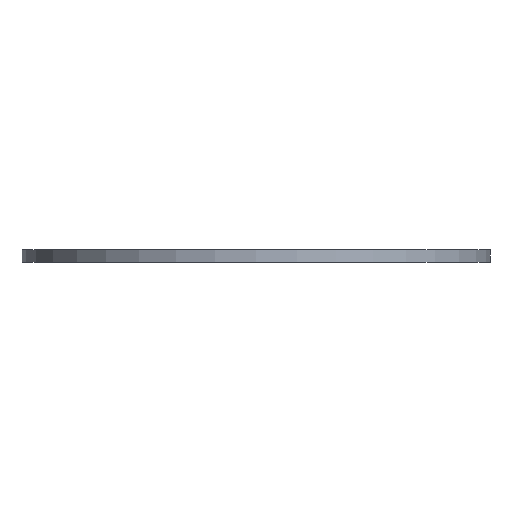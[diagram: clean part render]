
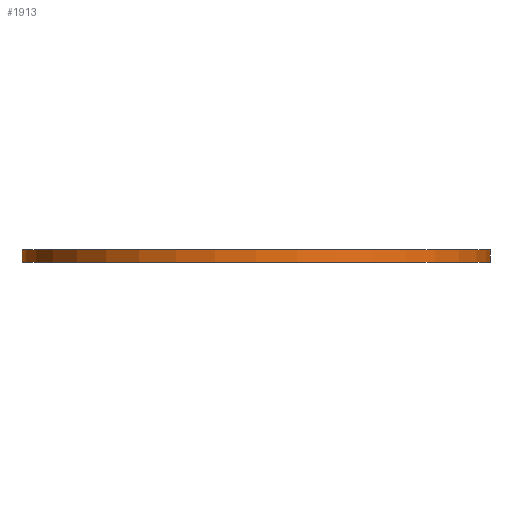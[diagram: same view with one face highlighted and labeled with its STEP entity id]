
A CAD part, left-side view. The second image highlights one B-rep face of the part: STEP entity #1913.
In plain terms, the highlighted cylindrical face has radius 30.226 mm (diameter 60.452 mm), a partial arc.
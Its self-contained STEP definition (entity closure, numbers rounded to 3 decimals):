
#81 = EDGE_CURVE('',#82,#84,#86,.T.);
#82 = VERTEX_POINT('',#83);
#83 = CARTESIAN_POINT('',(86.378,-56.203,0.));
#84 = VERTEX_POINT('',#85);
#85 = CARTESIAN_POINT('',(86.378,-56.203,1.6));
#86 = LINE('',#87,#88);
#87 = CARTESIAN_POINT('',(86.378,-56.203,0.));
#88 = VECTOR('',#89,1.);
#89 = DIRECTION('',(0.,0.,1.));
#114 = VERTEX_POINT('',#115);
#115 = CARTESIAN_POINT('',(86.378,-116.655,1.6));
#121 = EDGE_CURVE('',#122,#114,#124,.T.);
#122 = VERTEX_POINT('',#123);
#123 = CARTESIAN_POINT('',(86.378,-116.655,0.));
#124 = LINE('',#125,#126);
#125 = CARTESIAN_POINT('',(86.378,-116.655,0.));
#126 = VECTOR('',#127,1.);
#127 = DIRECTION('',(0.,0.,1.));
#145 = EDGE_CURVE('',#122,#82,#146,.T.);
#146 = CIRCLE('',#147,30.226);
#147 = AXIS2_PLACEMENT_3D('',#148,#149,#150);
#148 = CARTESIAN_POINT('',(86.378,-86.429,0.));
#149 = DIRECTION('',(0.,0.,-1.));
#150 = DIRECTION('',(0.,-1.,0.));
#1032 = EDGE_CURVE('',#114,#84,#1033,.T.);
#1033 = CIRCLE('',#1034,30.226);
#1034 = AXIS2_PLACEMENT_3D('',#1035,#1036,#1037);
#1035 = CARTESIAN_POINT('',(86.378,-86.429,1.6));
#1036 = DIRECTION('',(0.,0.,-1.));
#1037 = DIRECTION('',(0.,-1.,0.));
#1913 = ADVANCED_FACE('',(#1914),#1920,.T.);
#1914 = FACE_BOUND('',#1915,.T.);
#1915 = EDGE_LOOP('',(#1916,#1917,#1918,#1919));
#1916 = ORIENTED_EDGE('',*,*,#121,.T.);
#1917 = ORIENTED_EDGE('',*,*,#1032,.T.);
#1918 = ORIENTED_EDGE('',*,*,#81,.F.);
#1919 = ORIENTED_EDGE('',*,*,#145,.F.);
#1920 = CYLINDRICAL_SURFACE('',#1921,30.226);
#1921 = AXIS2_PLACEMENT_3D('',#1922,#1923,#1924);
#1922 = CARTESIAN_POINT('',(86.378,-86.429,0.));
#1923 = DIRECTION('',(0.,0.,-1.));
#1924 = DIRECTION('',(0.,-1.,0.));
